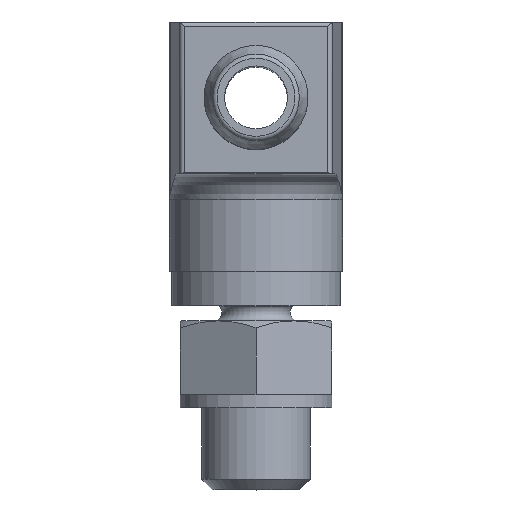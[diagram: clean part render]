
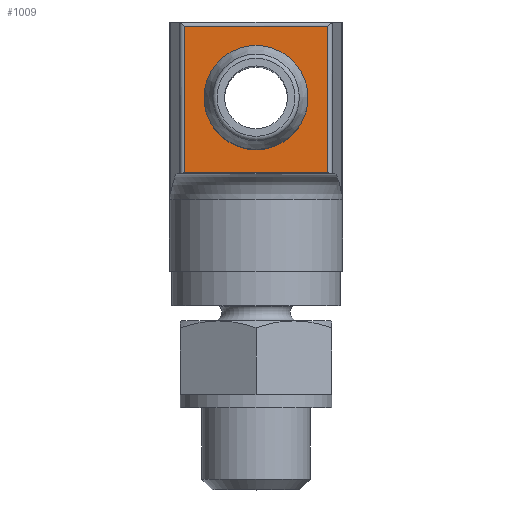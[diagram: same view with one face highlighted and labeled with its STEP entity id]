
A CAD part, top view. The second image highlights one B-rep face of the part: STEP entity #1009.
In plain terms, the highlighted planar face has unit normal (0, 0, 1).
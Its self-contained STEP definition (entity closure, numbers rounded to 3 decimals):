
#29=LINE('',#1647,#77);
#30=LINE('',#1650,#78);
#31=LINE('',#1652,#79);
#32=LINE('',#1654,#80);
#77=VECTOR('',#1269,1000.);
#78=VECTOR('',#1270,1000.);
#79=VECTOR('',#1271,1000.);
#80=VECTOR('',#1272,1000.);
#122=PLANE('',#1103);
#226=ORIENTED_EDGE('',*,*,#502,.F.);
#227=ORIENTED_EDGE('',*,*,#503,.F.);
#228=ORIENTED_EDGE('',*,*,#504,.F.);
#229=ORIENTED_EDGE('',*,*,#505,.T.);
#230=ORIENTED_EDGE('',*,*,#506,.T.);
#502=EDGE_CURVE('',#636,#636,#720,.T.);
#503=EDGE_CURVE('',#637,#638,#29,.T.);
#504=EDGE_CURVE('',#639,#637,#30,.T.);
#505=EDGE_CURVE('',#639,#640,#31,.T.);
#506=EDGE_CURVE('',#640,#638,#32,.T.);
#636=VERTEX_POINT('',#1646);
#637=VERTEX_POINT('',#1648);
#638=VERTEX_POINT('',#1649);
#639=VERTEX_POINT('',#1651);
#640=VERTEX_POINT('',#1653);
#720=CIRCLE('',#1104,2.4);
#776=EDGE_LOOP('',(#226));
#777=EDGE_LOOP('',(#227,#228,#229,#230));
#882=FACE_BOUND('',#776,.T.);
#883=FACE_BOUND('',#777,.T.);
#1009=ADVANCED_FACE('',(#882,#883),#122,.T.);
#1103=AXIS2_PLACEMENT_3D('',#1644,#1265,#1266);
#1104=AXIS2_PLACEMENT_3D('',#1645,#1267,#1268);
#1265=DIRECTION('',(0.,0.,1.));
#1266=DIRECTION('',(1.,0.,0.));
#1267=DIRECTION('',(0.,0.,1.));
#1268=DIRECTION('',(1.,0.,0.));
#1269=DIRECTION('',(0.,1.,0.));
#1270=DIRECTION('',(-1.,0.,0.));
#1271=DIRECTION('',(0.,1.,0.));
#1272=DIRECTION('',(-1.,0.,0.));
#1644=CARTESIAN_POINT('',(-3.32,4.7,5.));
#1645=CARTESIAN_POINT('',(0.,14.3,5.));
#1646=CARTESIAN_POINT('',(2.4,14.3,5.));
#1647=CARTESIAN_POINT('',(-3.32,4.7,5.));
#1648=CARTESIAN_POINT('',(-3.32,10.85,5.));
#1649=CARTESIAN_POINT('',(-3.32,17.6,5.));
#1650=CARTESIAN_POINT('',(4.,10.85,5.));
#1651=CARTESIAN_POINT('',(3.32,10.85,5.));
#1652=CARTESIAN_POINT('',(3.32,4.7,5.));
#1653=CARTESIAN_POINT('',(3.32,17.6,5.));
#1654=CARTESIAN_POINT('',(4.,17.6,5.));
